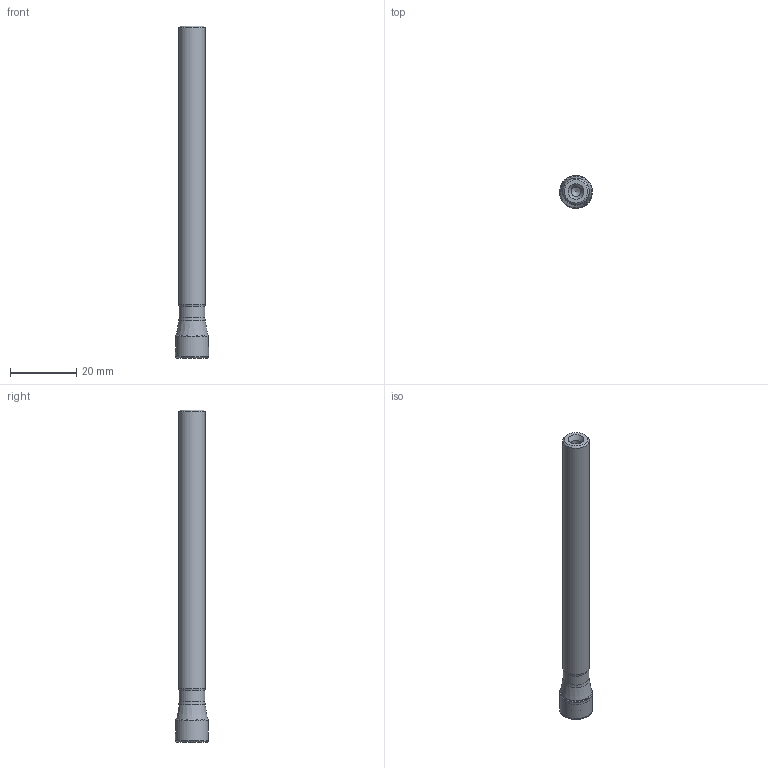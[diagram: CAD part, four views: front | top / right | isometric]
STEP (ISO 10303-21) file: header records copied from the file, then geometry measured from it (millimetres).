
FILE_DESCRIPTION(/* description */ (''),/* implementation_level */ '2;1');
FILE_NAME(/* name */ '202776300ndi000_00.stp',/* time_stamp */ '2020-01-06T09:15:18+01:00',/* author */ (''),/* organization */ (''),/* preprocessor_version */ 'ST-DEVELOPER v16.7',/* originating_system */ 'SIEMENS PLM Software NX 12.0',/* authorisation */ '');
FILE_SCHEMA (('AUTOMOTIVE_DESIGN { 1 0 10303 214 3 1 1 1 }'));
Length unit declared in the file: millimetre
Products named in the file (1): mp5422389CDDocob
Bounding box: 9.96 x 9.96 x 100 mm (x, y, z)
Volume: 5067 mm3; surface area: 3825 mm2
Topology: 2 solids, 2 shells, 46 faces, 102 edges, 58 vertices
Faces by surface type: revolution 21, cone 11, torus 8, cylinder 4, plane 2
Full cylindrical faces by diameter (mm): 3 x1, 7.8 x1, 8 x1, 9.583 x1
Entity records: 1179 total; most frequent: CARTESIAN_POINT 372, DIRECTION 155, FACE_BOUND 90, EDGE_LOOP 90, ORIENTED_EDGE 90, AXIS2_PLACEMENT_3D 67, ADVANCED_FACE 46, VERTEX_POINT 46
